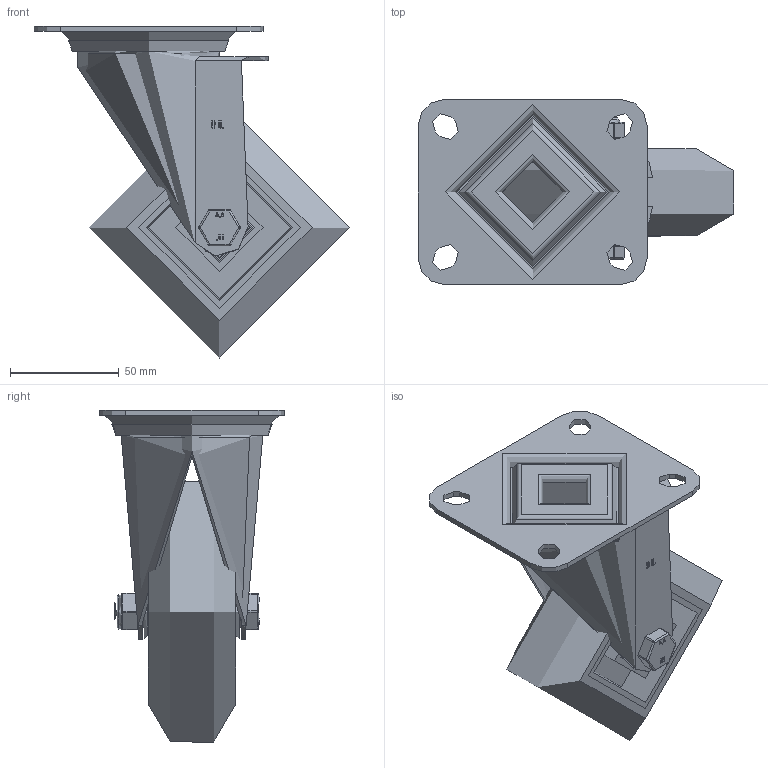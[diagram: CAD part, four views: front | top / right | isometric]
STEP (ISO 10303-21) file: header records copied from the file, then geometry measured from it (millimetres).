
FILE_DESCRIPTION(/* description */ (''),/* implementation_level */ '2;1');
FILE_NAME(/* name */ 'BZMM125SRERBJ.step',/* time_stamp */ '2024-08-23T10:23:59+01:00',/* author */ (''),/* organization */ (''),/* preprocessor_version */ 'ST-DEVELOPER v20',/* originating_system */ 'Autodesk Translation Framework v13.14.0.145',/* authorisation */ '');
FILE_SCHEMA (('AUTOMOTIVE_DESIGN { 1 0 10303 214 3 1 1 }'));
Length unit declared in the file: millimetre
Products named in the file (31): BZMM125SRERBJ; BZMM125AS - 2 v2; ZINC PLATED, PRESSED STEEL TOP PLATE; ZINC PLATED, PRESSED STEEL FORKS; BEARING SEAL; BZH125WSRERBJM15 v1; 55 SHORE A ELASTIC RUBBER TYRE; ALUMINIUM RIM; ALUMINIUM RIM Geometry; BEARING SPACER; BEARING6002; Pattern; BEARING6002 (1); Pattern (1); Component1; METAL; METAL2; MIDDLE; RUBBER; TUBEM15X45 v1; ZINC PLATED, STEEL TUBE; WP15X25X2BLK v1; NYLON WASHER; WP15X25X2BLK v1 (1); NYLON WASHER (1); HEXBOLTM10X60Z8.8 v2; GRADE 8.8 ZINC PLATED BOLT; NYLOCM10Z v1; NYLOC NUT; RUBBER (1); NUT
Assembly tree (53 placements, depth 5):
  BZMM125SRERBJ
    BZMM125AS - 2 v2
      ZINC PLATED, PRESSED STEEL TOP PLATE
      ZINC PLATED, PRESSED STEEL FORKS
      BEARING SEAL
    BZH125WSRERBJM15 v1
      55 SHORE A ELASTIC RUBBER TYRE
      ALUMINIUM RIM
        ALUMINIUM RIM Geometry
        BEARING SPACER
      BEARING6002
        METAL
        METAL2
        Pattern
          Component1  x9
        MIDDLE
        RUBBER  x2
      BEARING6002 (1)
        Pattern (1)
          Component1  x9
        METAL
        METAL2
        MIDDLE
        RUBBER  x2
    TUBEM15X45 v1
      ZINC PLATED, STEEL TUBE
    WP15X25X2BLK v1
      NYLON WASHER
    WP15X25X2BLK v1 (1)
      NYLON WASHER (1)
    HEXBOLTM10X60Z8.8 v2
      GRADE 8.8 ZINC PLATED BOLT
    NYLOCM10Z v1
      NYLOC NUT
        RUBBER (1)
        NUT
Bounding box: 144.82 x 85 x 152.32 mm (x, y, z)
Volume: 421891.3 mm3; surface area: 143209.1 mm2
Topology: 40 solids, 40 shells, 1099 faces, 2752 edges, 1793 vertices
Faces by surface type: bspline 404, plane 381, cylinder 195, sphere 72, cone 28, torus 19
Full cylindrical faces by diameter (mm): 8.141 x19, 9.85 x20, 10 x3, 10.2 x1, 10.3 x2, 12 x2, 14.95 x1, 15 x3, 15.5 x1, 15.75 x2, 16 x1, 19 x3, 20 x4, 20.5 x4, 21.5 x4, 25 x2, 26 x1, 26.8 x4, 28 x3, 28.2 x8, 32 x4, 34 x3, 40 x2, 49 x1, 61 x1, 65 x1, 74 x2
Entity records: 25521 total; most frequent: CARTESIAN_POINT 11592, ORIENTED_EDGE 2834, DIRECTION 2451, EDGE_CURVE 1417, AXIS2_PLACEMENT_3D 937, VERTEX_POINT 915, EDGE_LOOP 697, FACE_OUTER_BOUND 586
